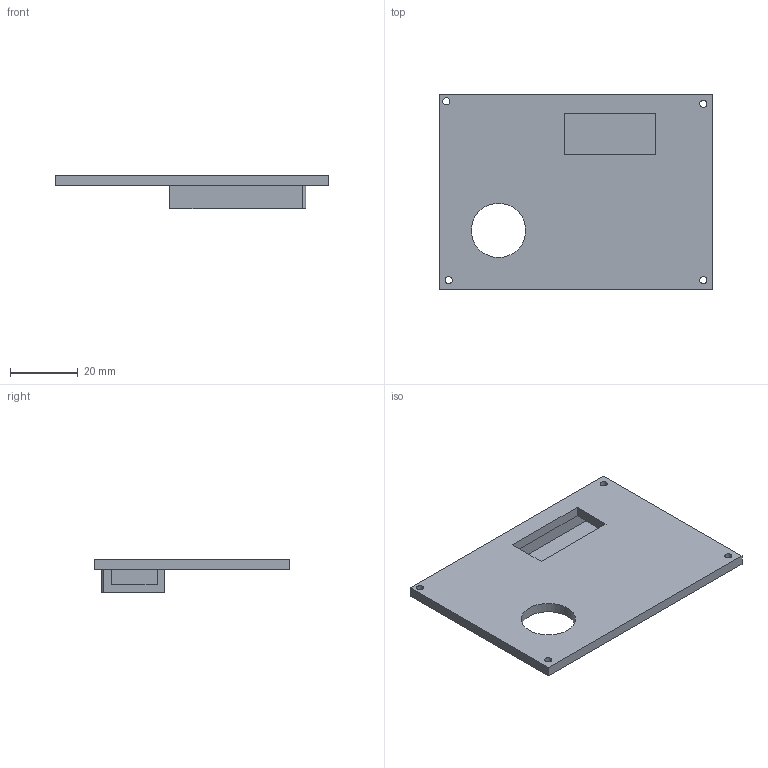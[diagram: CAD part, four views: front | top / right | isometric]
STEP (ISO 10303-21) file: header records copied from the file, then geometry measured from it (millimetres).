
FILE_DESCRIPTION(/* description */ (''),/* implementation_level */ '2;1');
FILE_NAME(/* name */ 'macronoxylid V2 v1.step',/* time_stamp */ '2023-05-12T09:05:48-07:00',/* author */ (''),/* organization */ (''),/* preprocessor_version */ 'ST-DEVELOPER v19.2',/* originating_system */ 'Autodesk Translation Framework v12.4.0.73',/* authorisation */ '');
FILE_SCHEMA (('AUTOMOTIVE_DESIGN { 1 0 10303 214 3 1 1 }'));
Length unit declared in the file: millimetre
Products named in the file (1): macronoxylid V2
Bounding box: 80.66 x 57.66 x 10 mm (x, y, z)
Volume: 15069.8 mm3; surface area: 11627.3 mm2
Topology: 1 solids, 1 shells, 26 faces, 69 edges, 46 vertices
Faces by surface type: plane 20, cylinder 6
Full cylindrical faces by diameter (mm): 2.1 x4, 16 x1
Entity records: 862 total; most frequent: CARTESIAN_POINT 142, ORIENTED_EDGE 138, DIRECTION 135, EDGE_CURVE 69, LINE 57, VECTOR 57, VERTEX_POINT 46, EDGE_LOOP 39
